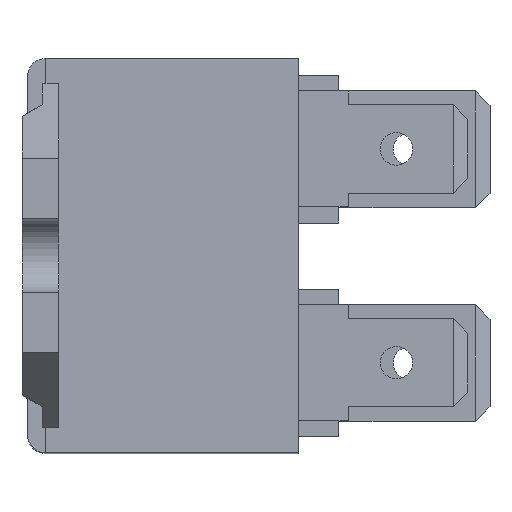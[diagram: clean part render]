
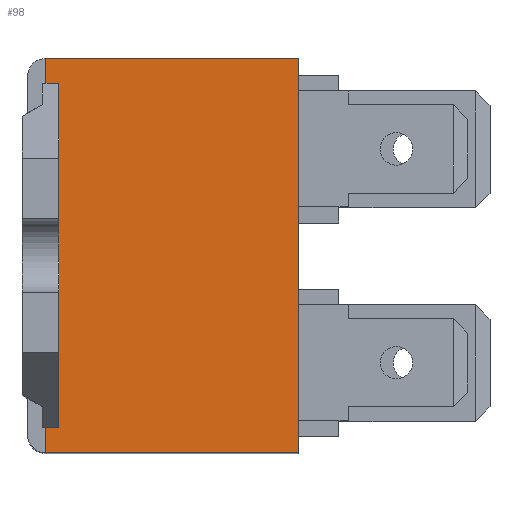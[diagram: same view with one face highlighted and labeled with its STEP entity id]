
A CAD part, top view. The second image highlights one B-rep face of the part: STEP entity #98.
In plain terms, the highlighted planar face has unit normal (0, 0, 1).
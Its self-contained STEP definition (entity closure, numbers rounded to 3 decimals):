
#98=ADVANCED_FACE('',(#274),#190,.T.);
#190=PLANE('',#1752);
#274=FACE_OUTER_BOUND('',#353,.T.);
#353=EDGE_LOOP('',(#471,#472,#473,#474,#475,#476,#477,#478));
#471=ORIENTED_EDGE('',*,*,#1091,.F.);
#472=ORIENTED_EDGE('',*,*,#1092,.F.);
#473=ORIENTED_EDGE('',*,*,#1084,.F.);
#474=ORIENTED_EDGE('',*,*,#1093,.F.);
#475=ORIENTED_EDGE('',*,*,#1094,.T.);
#476=ORIENTED_EDGE('',*,*,#1095,.T.);
#477=ORIENTED_EDGE('',*,*,#1096,.F.);
#478=ORIENTED_EDGE('',*,*,#1097,.F.);
#932=VERTEX_POINT('',#2309);
#933=VERTEX_POINT('',#2310);
#939=VERTEX_POINT('',#2324);
#940=VERTEX_POINT('',#2325);
#941=VERTEX_POINT('',#2328);
#942=VERTEX_POINT('',#2330);
#943=VERTEX_POINT('',#2332);
#944=VERTEX_POINT('',#2334);
#1084=EDGE_CURVE('',#932,#933,#1318,.T.);
#1091=EDGE_CURVE('',#939,#940,#1325,.T.);
#1092=EDGE_CURVE('',#933,#939,#1326,.T.);
#1093=EDGE_CURVE('',#941,#932,#1327,.T.);
#1094=EDGE_CURVE('',#941,#942,#1328,.T.);
#1095=EDGE_CURVE('',#942,#943,#1329,.T.);
#1096=EDGE_CURVE('',#944,#943,#1330,.T.);
#1097=EDGE_CURVE('',#940,#944,#1331,.T.);
#1318=LINE('',#2308,#1536);
#1325=LINE('',#2323,#1543);
#1326=LINE('',#2326,#1544);
#1327=LINE('',#2327,#1545);
#1328=LINE('',#2329,#1546);
#1329=LINE('',#2331,#1547);
#1330=LINE('',#2333,#1548);
#1331=LINE('',#2335,#1549);
#1536=VECTOR('',#1869,1.);
#1543=VECTOR('',#1878,1.);
#1544=VECTOR('',#1879,1.);
#1545=VECTOR('',#1880,1.);
#1546=VECTOR('',#1881,1.);
#1547=VECTOR('',#1882,1.);
#1548=VECTOR('',#1883,1.);
#1549=VECTOR('',#1884,1.);
#1752=AXIS2_PLACEMENT_3D('',#2336,#1885,#1886);
#1869=DIRECTION('',(1.,0.,0.));
#1878=DIRECTION('',(-1.,0.,0.));
#1879=DIRECTION('',(0.,1.,0.));
#1880=DIRECTION('',(0.,1.,0.));
#1881=DIRECTION('',(1.,0.,0.));
#1882=DIRECTION('',(0.,1.,0.));
#1883=DIRECTION('',(1.,0.,0.));
#1884=DIRECTION('',(0.,1.,0.));
#1885=DIRECTION('',(0.,0.,1.));
#1886=DIRECTION('',(1.,0.,0.));
#2308=CARTESIAN_POINT('',(-11.4,-9.345,23.408));
#2309=CARTESIAN_POINT('',(-11.4,-9.345,23.408));
#2310=CARTESIAN_POINT('',(-10.7,-9.345,23.408));
#2323=CARTESIAN_POINT('',(-10.7,9.345,23.408));
#2324=CARTESIAN_POINT('',(-10.7,9.345,23.408));
#2325=CARTESIAN_POINT('',(-11.4,9.345,23.408));
#2326=CARTESIAN_POINT('',(-10.7,-9.345,23.408));
#2327=CARTESIAN_POINT('',(-11.4,-10.707,23.408));
#2328=CARTESIAN_POINT('',(-11.4,-10.707,23.408));
#2329=CARTESIAN_POINT('',(-11.4,-10.707,23.408));
#2330=CARTESIAN_POINT('',(2.3,-10.707,23.408));
#2331=CARTESIAN_POINT('',(2.3,-10.707,23.408));
#2332=CARTESIAN_POINT('',(2.3,10.707,23.408));
#2333=CARTESIAN_POINT('',(-11.4,10.707,23.408));
#2334=CARTESIAN_POINT('',(-11.4,10.707,23.408));
#2335=CARTESIAN_POINT('',(-11.4,9.345,23.408));
#2336=CARTESIAN_POINT('',(-11.4,9.345,23.408));
